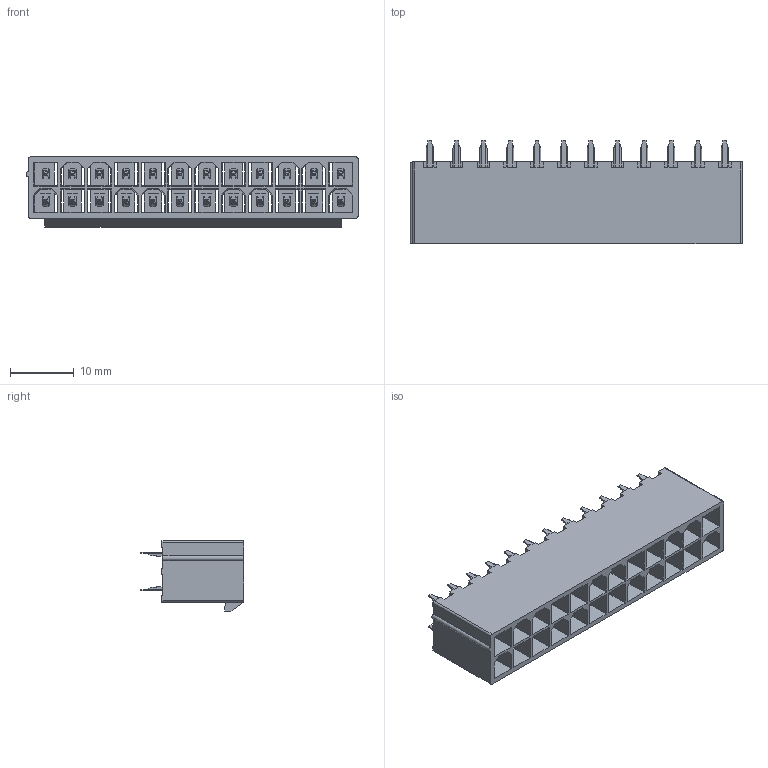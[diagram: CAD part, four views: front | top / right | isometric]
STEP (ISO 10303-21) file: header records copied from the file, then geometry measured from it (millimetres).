
FILE_DESCRIPTION( ('This file contains a STEP AP42 implementation' ,'as created by ZW3D STEP Interface translator.') ,'2;1' );
FILE_NAME( 'WF4201-2WS12WA4.stp' ,'231024.104251', (''), ('ZWCAD Software Co.'), 'Version 1.0', 'ZW3D to STEP translator', '' );
FILE_SCHEMA(('AUTOMOTIVE_DESIGN { 1 0 10303 214 1 1 1 1 }'));
Length unit declared in the file: millimetre
Products named in the file (2): 0; WF4201-2WS12WA4001
Bounding box: 52 x 16.2 x 11 mm (x, y, z)
Volume: 3067.7 mm3; surface area: 7679.7 mm2
Topology: 1 solids, 1 shells, 4775 faces, 12575 edges, 7684 vertices
Faces by surface type: plane 3570, bspline 768, cylinder 437
Entity records: 165691 total; most frequent: CARTESIAN_POINT 48803, ORIENTED_EDGE 25258, DIRECTION 19809, EDGE_CURVE 12599, VECTOR 10429, LINE 10429, VERTEX_POINT 7708, EDGE_LOOP 4871
